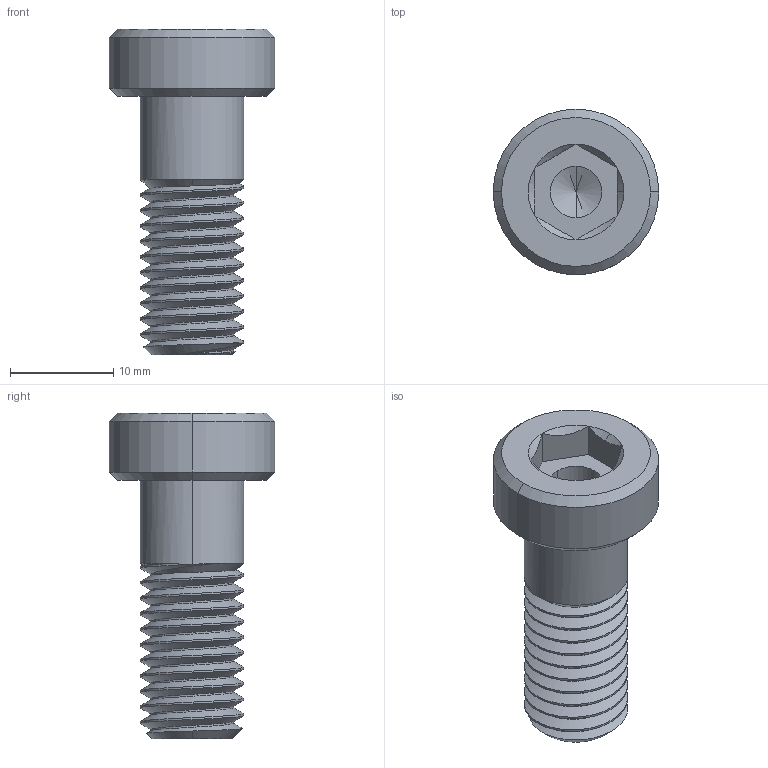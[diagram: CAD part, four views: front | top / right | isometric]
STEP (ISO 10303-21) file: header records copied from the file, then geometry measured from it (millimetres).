
FILE_DESCRIPTION (( 'STEP AP203' ), '1' );
FILE_NAME ('97050A251_Alloy Steel Low-Profile Socket Head Screw.STEP', '2021-07-11T09:21:33', ( 'Administrator' ), ( 'Managed by Terraform' ), 'SwSTEP 2.0', 'SolidWorks 2017', '' );
FILE_SCHEMA (( 'CONFIG_CONTROL_DESIGN' ));
Length unit declared in the file: millimetre
Products named in the file (1): 97050A251_Alloy Steel Low-Profile Socket Head Screw
Bounding box: 16 x 16 x 31.5 mm (x, y, z)
Volume: 2757 mm3; surface area: 1855.5 mm2
Topology: 1 solids, 1 shells, 58 faces, 143 edges, 88 vertices
Faces by surface type: cylinder 27, cone 18, plane 10, bspline 3
Entity records: 3717 total; most frequent: CARTESIAN_POINT 2443, ORIENTED_EDGE 282, DIRECTION 218, EDGE_CURVE 141, VERTEX_POINT 88, AXIS2_PLACEMENT_3D 84, EDGE_LOOP 61, FACE_OUTER_BOUND 58
